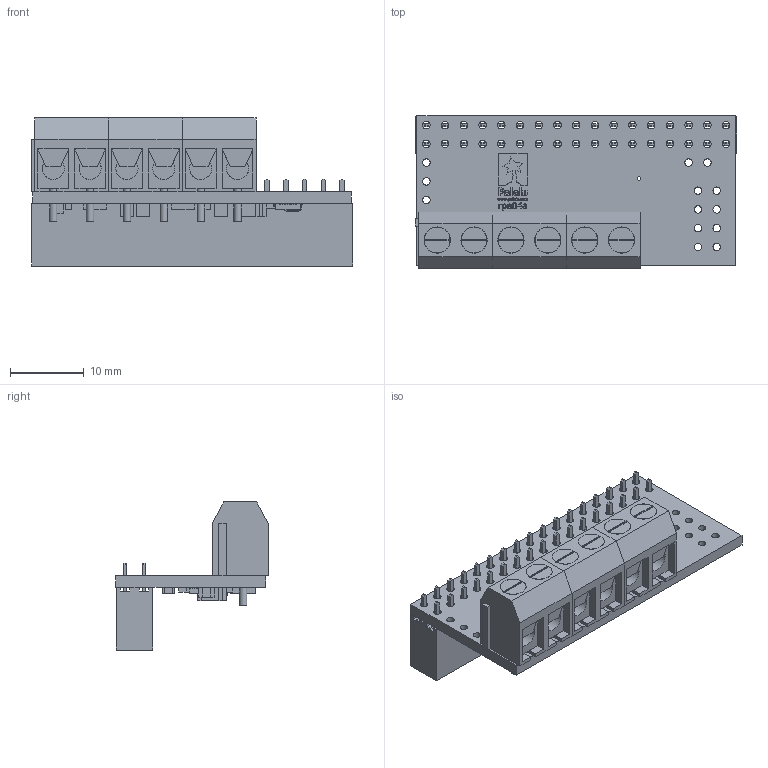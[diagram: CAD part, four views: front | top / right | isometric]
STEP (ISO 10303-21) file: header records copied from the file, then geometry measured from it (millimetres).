
FILE_DESCRIPTION (( 'STEP AP214' ), '1' );
FILE_NAME ('rpe04a02.step', '2018-03-28T21:15:57', ( '' ), ( '' ), 'SwSTEP 2.0', 'SolidWorks 2016', '' );
FILE_SCHEMA (( 'AUTOMOTIVE_DESIGN' ));
Length unit declared in the file: millimetre
Products named in the file (1): rpe04a02
Bounding box: 43.64 x 20.67 x 20.07 mm (x, y, z)
Volume: 4491 mm3; surface area: 8016.1 mm2
Topology: 5 solids, 5 shells, 2199 faces, 6200 edges, 3994 vertices
Faces by surface type: plane 1948, bspline 147, cylinder 104
Full cylindrical faces by diameter (mm): 0.508 x1, 1 x6, 1.016 x59, 2 x6, 2.184 x6, 3 x6, 3.5 x6, 3.55 x6
Entity records: 98987 total; most frequent: CARTESIAN_POINT 18915, ORIENTED_EDGE 12172, DIRECTION 10076, EDGE_CURVE 6086, VECTOR 5506, LINE 5506, VERTEX_POINT 3976, EDGE_LOOP 2604
